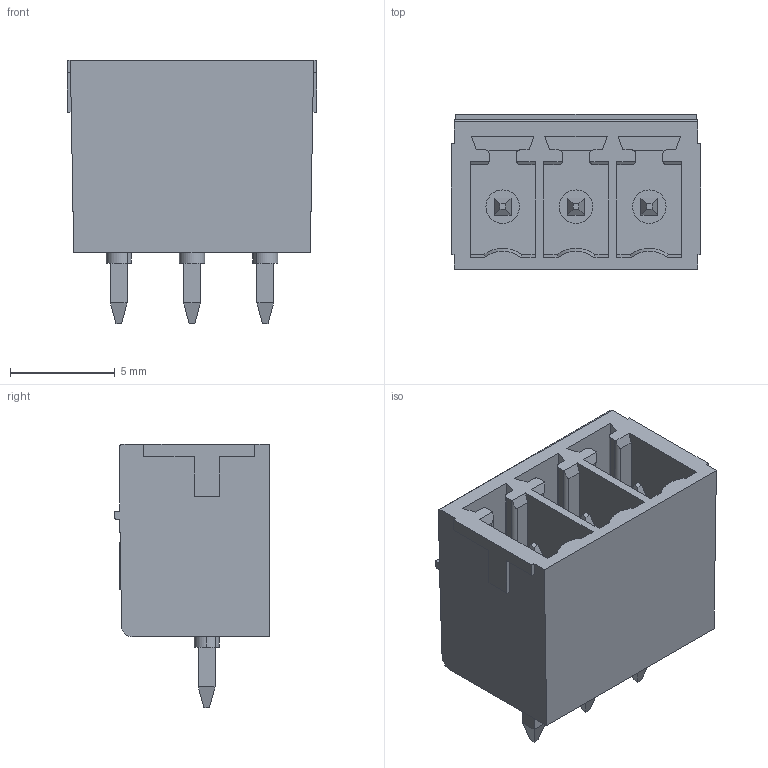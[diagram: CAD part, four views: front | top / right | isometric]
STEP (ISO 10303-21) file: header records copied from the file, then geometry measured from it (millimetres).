
FILE_DESCRIPTION(('FreeCAD Model'),'2;1');
FILE_NAME('BCH_350_V_3_GN_cp.step' ,'2018-10-07T20:39:50',('kicad StepUp'),('ksu MCAD'), 'Open CASCADE STEP processor 7.2','FreeCAD','Unknown');
FILE_SCHEMA(('AUTOMOTIVE_DESIGN_CC2 { 1 2 10303 214 -1 1 5 4 }'));
Length unit declared in the file: millimetre
Products named in the file (1): BCH_350_V_3_GN_cp
Bounding box: 11.9 x 7.4 x 12.6 mm (x, y, z)
Volume: 453.7 mm3; surface area: 1036.9 mm2
Topology: 4 solids, 4 shells, 533 faces, 1468 edges, 970 vertices
Faces by surface type: plane 477, cylinder 53, cone 3
Entity records: 20472 total; most frequent: CARTESIAN_POINT 3044, ORIENTED_EDGE 2936, DIRECTION 2649, EDGE_CURVE 1468, LINE 1343, VECTOR 1343, VERTEX_POINT 970, AXIS2_PLACEMENT_3D 653
